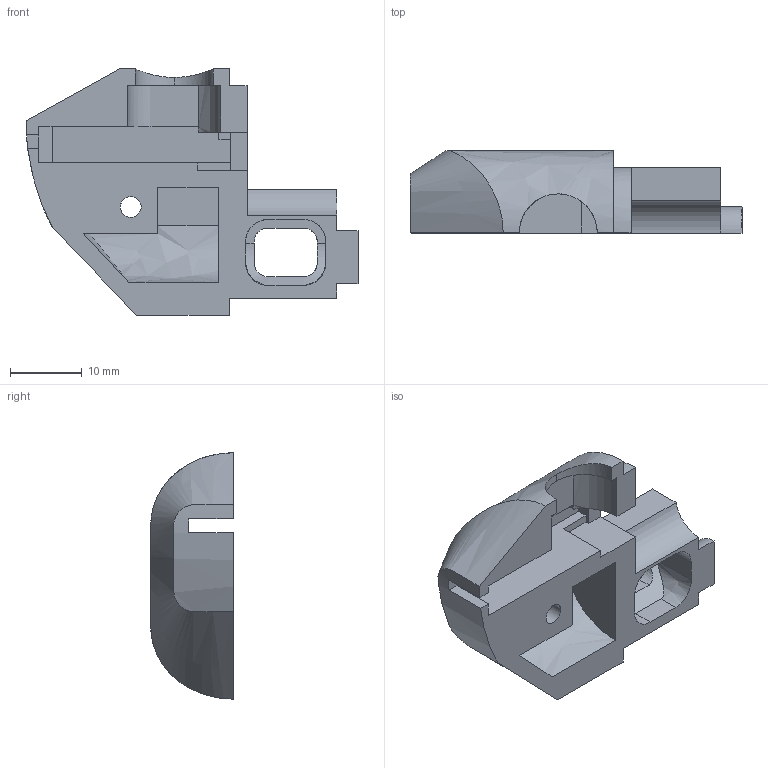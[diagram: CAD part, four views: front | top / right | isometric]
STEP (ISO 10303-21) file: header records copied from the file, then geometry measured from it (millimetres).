
FILE_DESCRIPTION(/* description */ (''),/* implementation_level */ '2;1');
FILE_NAME(/* name */ 'FOAM_C~1',/* time_stamp */ '2019-10-18T18:07:41+02:00',/* author */ (''),/* organization */ (''),/* preprocessor_version */ 'ST-DEVELOPER v16.5',/* originating_system */ '',/* authorisation */ '');
FILE_SCHEMA (('AUTOMOTIVE_DESIGN'));
Length unit declared in the file: millimetre
Products named in the file (1): Document
Bounding box: 46.39 x 11.5 x 34.41 mm (x, y, z)
Volume: 5990.2 mm3; surface area: 4569.8 mm2
Topology: 1 solids, 1 shells, 76 faces, 214 edges, 141 vertices
Faces by surface type: bspline 43, plane 33
Entity records: 5740 total; most frequent: CARTESIAN_POINT 4409, ORIENTED_EDGE 428, EDGE_CURVE 214, B_SPLINE_CURVE_WITH_KNOTS 159, VERTEX_POINT 141, EDGE_LOOP 81, ADVANCED_FACE 76, FACE_OUTER_BOUND 76
